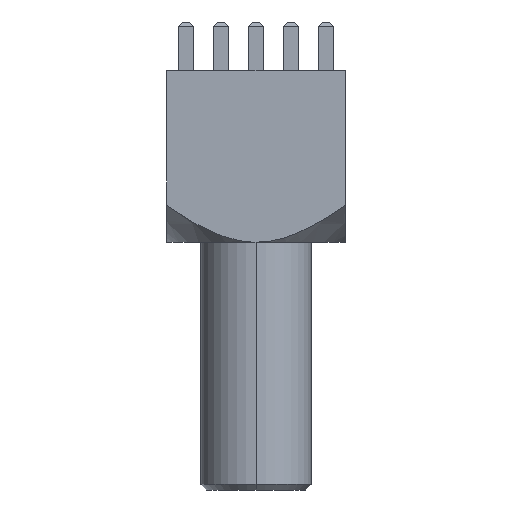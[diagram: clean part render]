
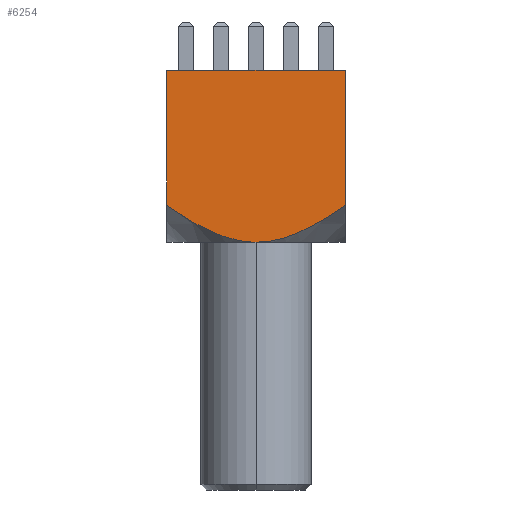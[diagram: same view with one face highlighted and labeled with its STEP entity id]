
A CAD part, left-side view. The second image highlights one B-rep face of the part: STEP entity #6254.
In plain terms, the highlighted planar face has unit normal (-1, 0, 0).
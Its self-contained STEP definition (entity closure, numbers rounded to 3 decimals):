
#345 = EDGE_LOOP ( 'NONE', ( #3772, #3771, #3770, #3769, #3768 ) ) ;
#1349 = LINE ( 'NONE', #1357, #5734 ) ;
#1357 = CARTESIAN_POINT ( 'NONE',  ( -6.5, -6.5, 12.5 ) ) ;
#1358 = DIRECTION ( 'NONE',  ( 0., -1., 0. ) ) ;
#1500 = EDGE_CURVE ( 'NONE', #4239, #4215, #1349, .T. ) ;
#1611 = VERTEX_POINT ( 'NONE', #2168 ) ;
#1615 = VERTEX_POINT ( 'NONE', #2170 ) ;
#1754 = CARTESIAN_POINT ( 'NONE',  ( -6.5, 0., 0. ) ) ;
#1790 = LINE ( 'NONE', #1825, #4063 ) ;
#1825 = CARTESIAN_POINT ( 'NONE',  ( -6.5, 6.5, 12.5 ) ) ;
#1829 = CARTESIAN_POINT ( 'NONE',  ( -6.5, 6.016, 2.35 ) ) ;
#1833 = CARTESIAN_POINT ( 'NONE',  ( -6.5, 6.5, 2.692 ) ) ;
#1834 = DIRECTION ( 'NONE',  ( 0., 0., -1. ) ) ;
#1835 = CARTESIAN_POINT ( 'NONE',  ( -6.5, 0., 0. ) ) ;
#1836 = CARTESIAN_POINT ( 'NONE',  ( -6.5, -0.596, 0. ) ) ;
#1837 = CARTESIAN_POINT ( 'NONE',  ( -6.5, 5.525, 2.021 ) ) ;
#1838 = CARTESIAN_POINT ( 'NONE',  ( -6.5, 4.515, 1.404 ) ) ;
#1839 = CARTESIAN_POINT ( 'NONE',  ( -6.5, 3.997, 1.116 ) ) ;
#1840 = CARTESIAN_POINT ( 'NONE',  ( -6.5, 3.187, 0.736 ) ) ;
#1841 = CARTESIAN_POINT ( 'NONE',  ( -6.5, 2.911, 0.617 ) ) ;
#1842 = CARTESIAN_POINT ( 'NONE',  ( -6.5, 2.349, 0.406 ) ) ;
#1843 = CARTESIAN_POINT ( 'NONE',  ( -6.5, 2.064, 0.314 ) ) ;
#1844 = CARTESIAN_POINT ( 'NONE',  ( -6.5, 1.488, 0.162 ) ) ;
#1845 = CARTESIAN_POINT ( 'NONE',  ( -6.5, 1.195, 0.102 ) ) ;
#1846 = CARTESIAN_POINT ( 'NONE',  ( -6.5, 0.6, 0.021 ) ) ;
#1847 = CARTESIAN_POINT ( 'NONE',  ( -6.5, 0.298, 0. ) ) ;
#1848 = CARTESIAN_POINT ( 'NONE',  ( -6.5, 0., 0. ) ) ;
#1850 = CARTESIAN_POINT ( 'NONE',  ( -6.5, -1.185, 0.083 ) ) ;
#1851 = CARTESIAN_POINT ( 'NONE',  ( -6.5, -2.348, 0.388 ) ) ;
#1852 = CARTESIAN_POINT ( 'NONE',  ( -6.5, -2.903, 0.603 ) ) ;
#1853 = CARTESIAN_POINT ( 'NONE',  ( -6.5, -3.979, 1.106 ) ) ;
#1854 = CARTESIAN_POINT ( 'NONE',  ( -6.5, -4.501, 1.396 ) ) ;
#1855 = CARTESIAN_POINT ( 'NONE',  ( -6.5, -5.521, 2.019 ) ) ;
#1856 = CARTESIAN_POINT ( 'NONE',  ( -6.5, -6.015, 2.349 ) ) ;
#1857 = CARTESIAN_POINT ( 'NONE',  ( -6.5, -6.5, 2.692 ) ) ;
#1858 = LINE ( 'NONE', #1860, #4061 ) ;
#1860 = CARTESIAN_POINT ( 'NONE',  ( -6.5, -6.5, 12.5 ) ) ;
#1861 = DIRECTION ( 'NONE',  ( 0., 0., -1. ) ) ;
#2168 = CARTESIAN_POINT ( 'NONE',  ( -6.5, -6.5, 2.692 ) ) ;
#2170 = CARTESIAN_POINT ( 'NONE',  ( -6.5, 6.5, 2.692 ) ) ;
#2502 = CARTESIAN_POINT ( 'NONE',  ( -6.5, -6.5, 12.5 ) ) ;
#2513 = FACE_OUTER_BOUND ( 'NONE', #345, .T. ) ;
#2514 = PLANE ( 'NONE',  #5562 ) ;
#2516 = DIRECTION ( 'NONE',  ( 1., 0., 0. ) ) ;
#2517 = DIRECTION ( 'NONE',  ( 0., 0., -1. ) ) ;
#3678 = B_SPLINE_CURVE_WITH_KNOTS ( 'NONE', 3,
 ( #1833, #1829, #1837, #1838, #1839, #1840, #1841, #1842, #1843, #1844, #1845, #1846, #1847, #1848 ),
 .UNSPECIFIED., .F., .F.,
 ( 4, 2, 2, 2, 2, 2, 4 ),
 ( 0.031, 0.033, 0.034, 0.035, 0.036, 0.037, 0.038 ),
 .UNSPECIFIED. ) ;
#3730 = B_SPLINE_CURVE_WITH_KNOTS ( 'NONE', 3,
 ( #1835, #1836, #1850, #1851, #1852, #1853, #1854, #1855, #1856, #1857 ),
 .UNSPECIFIED., .F., .F.,
 ( 4, 2, 2, 2, 4 ),
 ( 0.038, 0.04, 0.042, 0.043, 0.045 ),
 .UNSPECIFIED. ) ;
#3768 = ORIENTED_EDGE ( 'NONE', *, *, #1500, .F. ) ;
#3769 = ORIENTED_EDGE ( 'NONE', *, *, #4328, .F. ) ;
#3770 = ORIENTED_EDGE ( 'NONE', *, *, #4327, .T. ) ;
#3771 = ORIENTED_EDGE ( 'NONE', *, *, #4326, .T. ) ;
#3772 = ORIENTED_EDGE ( 'NONE', *, *, #4325, .T. ) ;
#4061 = VECTOR ( 'NONE', #1861, 1000. ) ;
#4063 = VECTOR ( 'NONE', #1834, 1000. ) ;
#4215 = VERTEX_POINT ( 'NONE', #5319 ) ;
#4239 = VERTEX_POINT ( 'NONE', #5343 ) ;
#4281 = VERTEX_POINT ( 'NONE', #1754 ) ;
#4325 = EDGE_CURVE ( 'NONE', #4239, #1615, #1790, .T. ) ;
#4326 = EDGE_CURVE ( 'NONE', #1615, #4281, #3678, .T. ) ;
#4327 = EDGE_CURVE ( 'NONE', #4281, #1611, #3730, .T. ) ;
#4328 = EDGE_CURVE ( 'NONE', #4215, #1611, #1858, .T. ) ;
#5319 = CARTESIAN_POINT ( 'NONE',  ( -6.5, -6.5, 12.5 ) ) ;
#5343 = CARTESIAN_POINT ( 'NONE',  ( -6.5, 6.5, 12.5 ) ) ;
#5562 = AXIS2_PLACEMENT_3D ( 'NONE', #2502, #2516, #2517 ) ;
#5734 = VECTOR ( 'NONE', #1358, 1000. ) ;
#6254 = ADVANCED_FACE ( 'NONE', ( #2513 ), #2514, .F. ) ;
